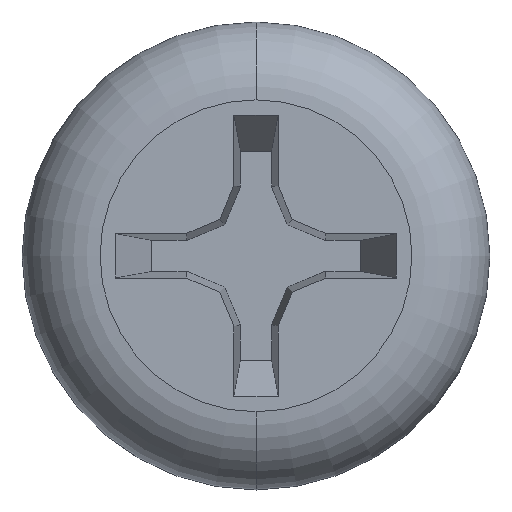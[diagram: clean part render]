
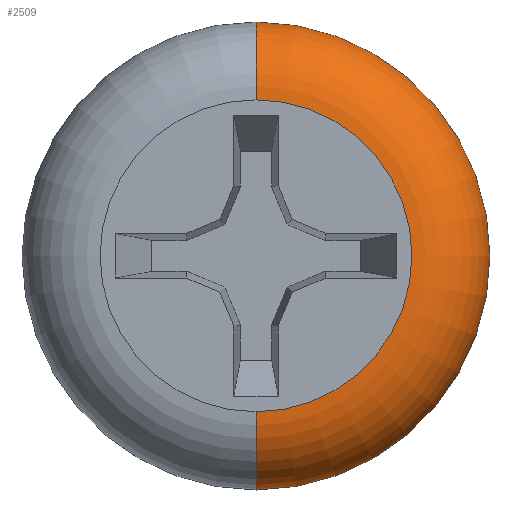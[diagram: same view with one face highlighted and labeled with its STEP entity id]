
A CAD part, top view. The second image highlights one B-rep face of the part: STEP entity #2509.
In plain terms, the highlighted toroidal (fillet/blend) face has major radius 2 mm and minor radius 1 mm.
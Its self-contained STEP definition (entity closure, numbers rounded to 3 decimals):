
#92 = CARTESIAN_POINT ( 'NONE',  ( 3., 0., 1.4 ) ) ;
#290 = DIRECTION ( 'NONE',  ( 0., 1., 0. ) ) ;
#551 = AXIS2_PLACEMENT_3D ( 'NONE', #3407, #748, #2067 ) ;
#649 = DIRECTION ( 'NONE',  ( 0., 1., 0. ) ) ;
#748 = DIRECTION ( 'NONE',  ( 0., 0., -1. ) ) ;
#761 = CIRCLE ( 'NONE', #3508, 1. ) ;
#781 = DIRECTION ( 'NONE',  ( 0., 0., 1. ) ) ;
#991 = CIRCLE ( 'NONE', #551, 3. ) ;
#1005 = VERTEX_POINT ( 'NONE', #4246 ) ;
#1032 = ORIENTED_EDGE ( 'NONE', *, *, #1190, .F. ) ;
#1080 = DIRECTION ( 'NONE',  ( -1., 0., 0. ) ) ;
#1082 = CIRCLE ( 'NONE', #4311, 3. ) ;
#1190 = EDGE_CURVE ( 'NONE', #3780, #3344, #991, .T. ) ;
#1255 = CARTESIAN_POINT ( 'NONE',  ( 0., 0., 1.4 ) ) ;
#1271 = ORIENTED_EDGE ( 'NONE', *, *, #3365, .T. ) ;
#1333 = DIRECTION ( 'NONE',  ( 0., 1., 0. ) ) ;
#1335 = CARTESIAN_POINT ( 'NONE',  ( 0., 2., 2.4 ) ) ;
#1363 = DIRECTION ( 'NONE',  ( 0., 0., -1. ) ) ;
#1617 = DIRECTION ( 'NONE',  ( 1., 0., 0. ) ) ;
#1653 = CIRCLE ( 'NONE', #2235, 2. ) ;
#1738 = VERTEX_POINT ( 'NONE', #1335 ) ;
#1742 = DIRECTION ( 'NONE',  ( 0., 1., 0. ) ) ;
#1781 = CARTESIAN_POINT ( 'NONE',  ( 0., 2., 1.4 ) ) ;
#1812 = EDGE_CURVE ( 'NONE', #3344, #1005, #1082, .T. ) ;
#1866 = CARTESIAN_POINT ( 'NONE',  ( 0., -2., 1.4 ) ) ;
#1911 = ORIENTED_EDGE ( 'NONE', *, *, #1812, .F. ) ;
#1933 = CARTESIAN_POINT ( 'NONE',  ( 0., 3., 1.4 ) ) ;
#2029 = EDGE_CURVE ( 'NONE', #1738, #3780, #3881, .T. ) ;
#2059 = CARTESIAN_POINT ( 'NONE',  ( 0., 0., 1.4 ) ) ;
#2067 = DIRECTION ( 'NONE',  ( 0., 1., 0. ) ) ;
#2120 = VERTEX_POINT ( 'NONE', #4127 ) ;
#2235 = AXIS2_PLACEMENT_3D ( 'NONE', #2416, #1363, #1333 ) ;
#2255 = DIRECTION ( 'NONE',  ( 0., 0., -1. ) ) ;
#2261 = AXIS2_PLACEMENT_3D ( 'NONE', #1255, #2255, #290 ) ;
#2416 = CARTESIAN_POINT ( 'NONE',  ( 0., 0., 2.4 ) ) ;
#2505 = TOROIDAL_SURFACE ( 'NONE', #2261, 2., 1. ) ;
#2509 = ADVANCED_FACE ( 'NONE', ( #3872 ), #2505, .T. ) ;
#2605 = EDGE_LOOP ( 'NONE', ( #1271, #3083, #1911, #1032, #2934 ) ) ;
#2769 = DIRECTION ( 'NONE',  ( 0., 0., -1. ) ) ;
#2855 = AXIS2_PLACEMENT_3D ( 'NONE', #1781, #1080, #781 ) ;
#2934 = ORIENTED_EDGE ( 'NONE', *, *, #2029, .F. ) ;
#3083 = ORIENTED_EDGE ( 'NONE', *, *, #4251, .T. ) ;
#3344 = VERTEX_POINT ( 'NONE', #92 ) ;
#3365 = EDGE_CURVE ( 'NONE', #1738, #2120, #1653, .T. ) ;
#3407 = CARTESIAN_POINT ( 'NONE',  ( 0., 0., 1.4 ) ) ;
#3508 = AXIS2_PLACEMENT_3D ( 'NONE', #1866, #1617, #649 ) ;
#3780 = VERTEX_POINT ( 'NONE', #1933 ) ;
#3872 = FACE_OUTER_BOUND ( 'NONE', #2605, .T. ) ;
#3881 = CIRCLE ( 'NONE', #2855, 1. ) ;
#4127 = CARTESIAN_POINT ( 'NONE',  ( 0., -2., 2.4 ) ) ;
#4246 = CARTESIAN_POINT ( 'NONE',  ( 0., -3., 1.4 ) ) ;
#4251 = EDGE_CURVE ( 'NONE', #2120, #1005, #761, .T. ) ;
#4311 = AXIS2_PLACEMENT_3D ( 'NONE', #2059, #2769, #1742 ) ;
